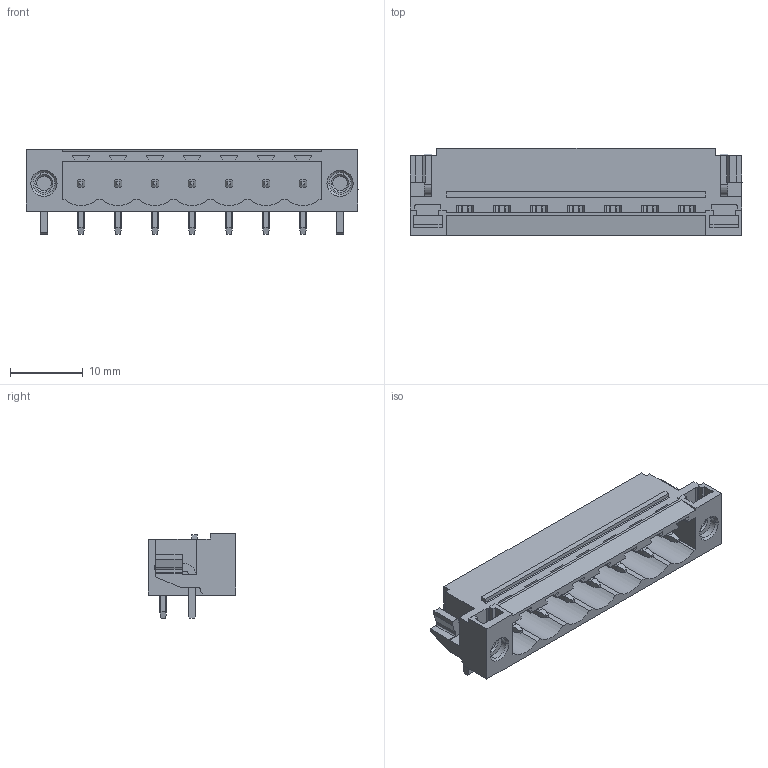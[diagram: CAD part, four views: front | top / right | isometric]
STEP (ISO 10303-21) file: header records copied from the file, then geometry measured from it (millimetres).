
FILE_DESCRIPTION(('CATIA V5 STEP Exchange','CAx-IF Rec.Pracs.--- Model Styling and Organization---1.2---2011-12-15'),'2;1');
FILE_NAME ('D1449320_0', '2018-10-25T07:38:20+00:00', ('none'), ('Weidmueller'), 'CATIA Version 5-6 Release 2014', 'CATIA V5 STEP AP214', 'none');
FILE_SCHEMA(('AUTOMOTIVE_DESIGN { 1 0 10303 214 1 1 1 1 }'));
Length unit declared in the file: millimetre
Products named in the file (1): 1150400000
Bounding box: 45.56 x 12 x 11.63 mm (x, y, z)
Volume: 2199.5 mm3; surface area: 3797.8 mm2
Topology: 12 solids, 12 shells, 507 faces, 1413 edges, 916 vertices
Faces by surface type: plane 348, cylinder 147, cone 12
Entity records: 14912 total; most frequent: CARTESIAN_POINT 3139, ORIENTED_EDGE 2826, DIRECTION 1737, EDGE_CURVE 1407, VECTOR 1049, LINE 1049, VERTEX_POINT 908, EDGE_LOOP 533
